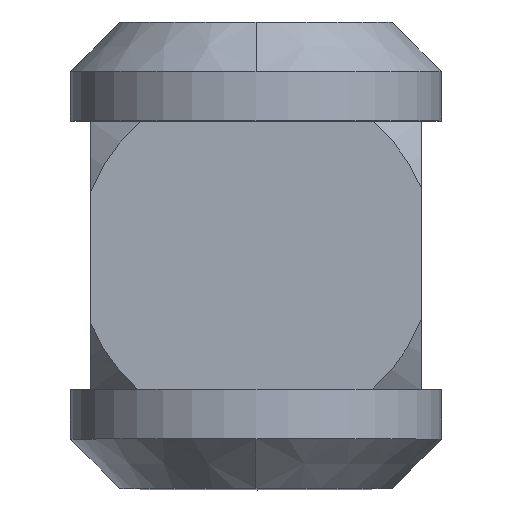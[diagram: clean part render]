
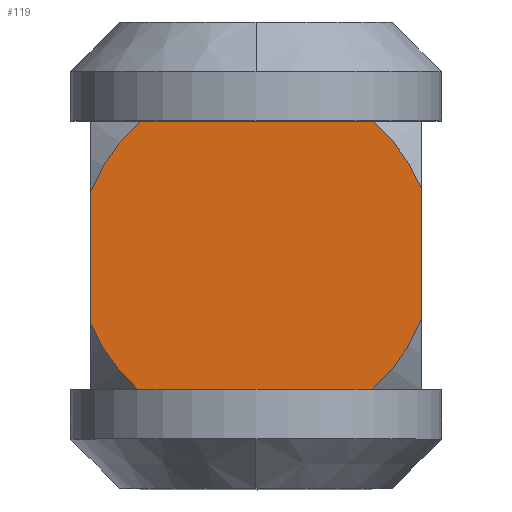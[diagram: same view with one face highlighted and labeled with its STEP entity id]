
A CAD part, top view. The second image highlights one B-rep face of the part: STEP entity #119.
In plain terms, the highlighted planar face has unit normal (0, 0, 1).
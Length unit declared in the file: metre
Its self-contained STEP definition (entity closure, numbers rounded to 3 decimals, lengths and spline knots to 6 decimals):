
#119=ADVANCED_FACE('3:4521',(#238),#239,.F.);
#238=FACE_OUTER_BOUND('',#528,.T.);
#239=PLANE('',#529);
#528=EDGE_LOOP('',(#804,#805,#806,#807,#808,#809,#810,#811));
#529=AXIS2_PLACEMENT_3D('',#812,#813,#814);
#804=ORIENTED_EDGE('',*,*,#991,.T.);
#805=ORIENTED_EDGE('',*,*,#947,.F.);
#806=ORIENTED_EDGE('',*,*,#943,.T.);
#807=ORIENTED_EDGE('',*,*,#938,.F.);
#808=ORIENTED_EDGE('',*,*,#973,.T.);
#809=ORIENTED_EDGE('',*,*,#992,.F.);
#810=ORIENTED_EDGE('',*,*,#993,.T.);
#811=ORIENTED_EDGE('',*,*,#994,.F.);
#812=CARTESIAN_POINT('',(0.050204,0.,0.946));
#813=DIRECTION('',(0.0,0.0,-1.0));
#814=DIRECTION('',(-1.0,0.0,0.0));
#938=EDGE_CURVE('3:6589',#1102,#1104,#1105,.T.);
#943=EDGE_CURVE('3:6586',#1111,#1104,#1112,.F.);
#947=EDGE_CURVE('3:6583',#1111,#1115,#1117,.T.);
#973=EDGE_CURVE('3:4598',#1102,#1153,#1154,.T.);
#991=EDGE_CURVE('3:4585',#1178,#1115,#1179,.T.);
#992=EDGE_CURVE('2:1590',#1180,#1153,#1181,.T.);
#993=EDGE_CURVE('1:49896',#1180,#1182,#1183,.F.);
#994=EDGE_CURVE('2:792',#1178,#1182,#1184,.T.);
#1102=VERTEX_POINT('',#1378);
#1104=VERTEX_POINT('',#1389);
#1105=CIRCLE('',#1390,0.045);
#1111=VERTEX_POINT('',#1407);
#1112=LINE('',#1408,#1409);
#1115=VERTEX_POINT('',#1421);
#1117=CIRCLE('',#1432,0.045);
#1153=VERTEX_POINT('',#1533);
#1154=LINE('',#1534,#1535);
#1178=VERTEX_POINT('',#1578);
#1179=LINE('',#1579,#1580);
#1180=VERTEX_POINT('',#1581);
#1181=CIRCLE('',#1582,0.045);
#1182=VERTEX_POINT('',#1583);
#1183=LINE('',#1584,#1585);
#1184=CIRCLE('',#1586,0.045);
#1378=CARTESIAN_POINT('',(0.008637,0.016216,0.946));
#1389=CARTESIAN_POINT('',(0.021135,0.034,0.946));
#1390=AXIS2_PLACEMENT_3D('',#1704,#1705,#1706);
#1407=CARTESIAN_POINT('',(0.080092,0.034,0.946));
#1408=CARTESIAN_POINT('',(0.060218,0.034,0.946));
#1409=VECTOR('',#1709,1.0);
#1421=CARTESIAN_POINT('',(0.092181,0.017238,0.946));
#1432=AXIS2_PLACEMENT_3D('',#1710,#1711,#1712);
#1533=CARTESIAN_POINT('',(0.008637,-0.017238,0.946));
#1534=CARTESIAN_POINT('',(0.008637,0.017,0.946));
#1535=VECTOR('',#1734,1.0);
#1578=CARTESIAN_POINT('',(0.092181,-0.016216,0.946));
#1579=CARTESIAN_POINT('',(0.092181,-0.0295,0.946));
#1580=VECTOR('',#1751,1.0);
#1581=CARTESIAN_POINT('',(0.020725,-0.034,0.946));
#1582=AXIS2_PLACEMENT_3D('',#1752,#1753,#1754);
#1583=CARTESIAN_POINT('',(0.079683,-0.034,0.946));
#1584=CARTESIAN_POINT('',(0.0406,-0.034,0.946));
#1585=VECTOR('',#1755,1.0);
#1586=AXIS2_PLACEMENT_3D('',#1756,#1757,#1758);
#1704=CARTESIAN_POINT('',(0.050614,0.,0.946));
#1705=DIRECTION('',(0.0,0.0,-1.0));
#1706=DIRECTION('',(-1.,0.,0.0));
#1709=DIRECTION('',(1.,0.,0.0));
#1710=CARTESIAN_POINT('',(0.050614,0.,0.946));
#1711=DIRECTION('',(0.0,0.0,-1.0));
#1712=DIRECTION('',(1.,0.024,0.0));
#1734=DIRECTION('',(0.,-1.,0.0));
#1751=DIRECTION('',(0.,1.,-0.0));
#1752=CARTESIAN_POINT('',(0.050204,0.,0.946));
#1753=DIRECTION('',(-0.0,0.0,-1.0));
#1754=DIRECTION('',(-1.,-0.024,0.0));
#1755=DIRECTION('',(-1.,0.,0.0));
#1756=CARTESIAN_POINT('',(0.050204,0.,0.946));
#1757=DIRECTION('',(0.0,-0.0,-1.0));
#1758=DIRECTION('',(1.,0.,0.0));
